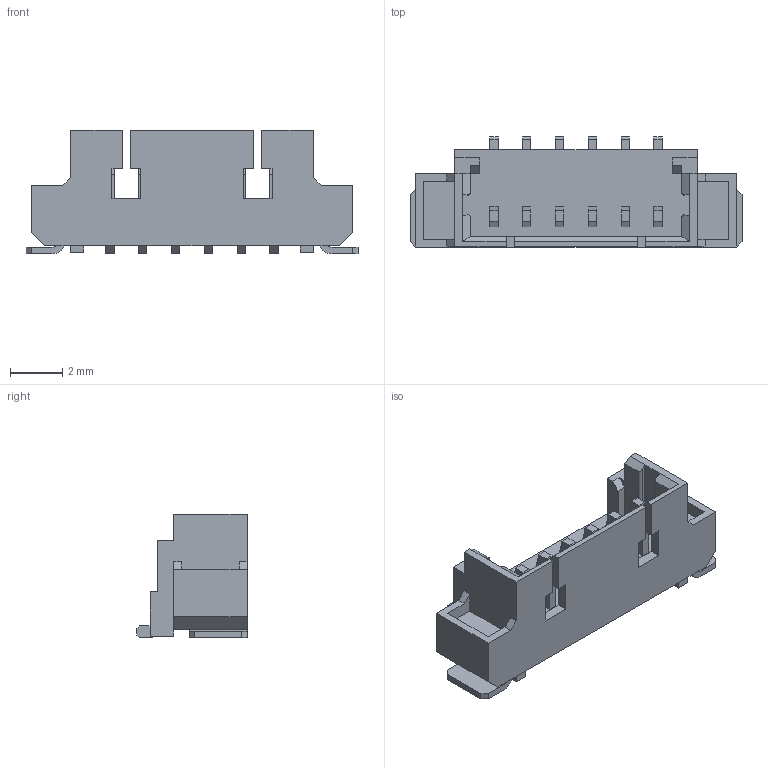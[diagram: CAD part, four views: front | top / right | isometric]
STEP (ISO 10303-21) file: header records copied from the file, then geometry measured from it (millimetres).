
FILE_DESCRIPTION(/* description */ (''),/* implementation_level */ '2;1');
FILE_NAME(/* name */ 'Molex - 533980671.step',/* time_stamp */ '2024-10-05T22:11:56+01:00',/* author */ (''),/* organization */ (''),/* preprocessor_version */ 'ST-DEVELOPER v20',/* originating_system */ 'Autodesk Translation Framework v13.20.0.188',/* authorisation */ '');
FILE_SCHEMA (('AUTOMOTIVE_DESIGN { 1 0 10303 214 3 1 1 }'));
Length unit declared in the file: millimetre
Products named in the file (1): 533980671wbm000_01
Bounding box: 12.65 x 4.2 x 4.7 mm (x, y, z)
Volume: 89.6 mm3; surface area: 282.9 mm2
Topology: 1 solids, 1 shells, 201 faces, 563 edges, 370 vertices
Faces by surface type: plane 193, cylinder 8
Entity records: 6480 total; most frequent: CARTESIAN_POINT 1135, ORIENTED_EDGE 1126, DIRECTION 983, EDGE_CURVE 563, LINE 547, VECTOR 547, VERTEX_POINT 370, AXIS2_PLACEMENT_3D 218
